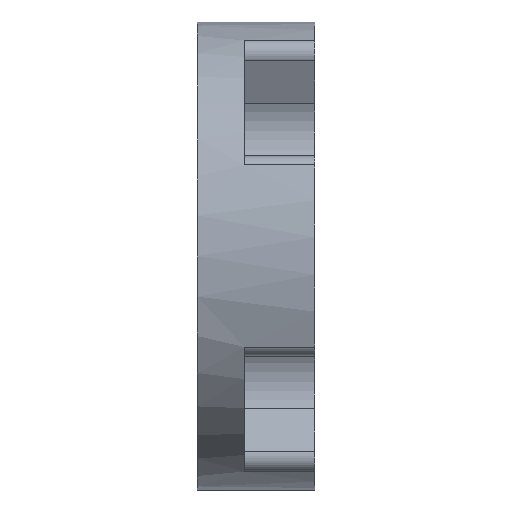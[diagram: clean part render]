
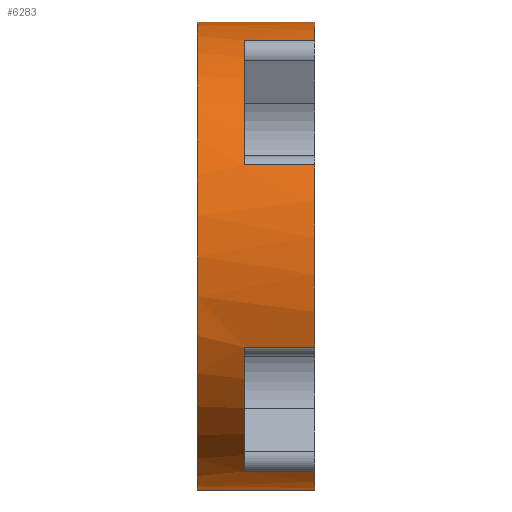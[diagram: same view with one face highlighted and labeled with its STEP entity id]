
A CAD part, left-side view. The second image highlights one B-rep face of the part: STEP entity #6283.
In plain terms, the highlighted cylindrical face has radius 12.696 mm (diameter 25.392 mm), a partial arc.
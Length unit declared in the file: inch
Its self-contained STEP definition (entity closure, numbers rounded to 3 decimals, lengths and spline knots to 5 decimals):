
#15 = CARTESIAN_POINT ( 'NONE',  ( -0.19446, 0.15, -0.46047 ) ) ;
#136 = CARTESIAN_POINT ( 'NONE',  ( 0., 0.25, -0.49985 ) ) ;
#281 = CIRCLE ( 'NONE', #4070, 0.49985 ) ;
#294 = AXIS2_PLACEMENT_3D ( 'NONE', #5534, #5497, #5446 ) ;
#549 = CARTESIAN_POINT ( 'NONE',  ( -0.46047, 0., -0.19446 ) ) ;
#563 = CARTESIAN_POINT ( 'NONE',  ( -0.46047, 0.25, 0.19446 ) ) ;
#565 = EDGE_CURVE ( 'NONE', #6600, #3587, #4967, .T. ) ;
#582 = DIRECTION ( 'NONE',  ( 0., 0., -1. ) ) ;
#622 = AXIS2_PLACEMENT_3D ( 'NONE', #1625, #9452, #5813 ) ;
#817 = CARTESIAN_POINT ( 'NONE',  ( -0.46047, 0.25, -0.19446 ) ) ;
#1001 = DIRECTION ( 'NONE',  ( 0., -1., 0. ) ) ;
#1213 = VERTEX_POINT ( 'NONE', #8762 ) ;
#1227 = VERTEX_POINT ( 'NONE', #15 ) ;
#1343 = ORIENTED_EDGE ( 'NONE', *, *, #4872, .T. ) ;
#1538 = CARTESIAN_POINT ( 'NONE',  ( 0., 0., -0.49985 ) ) ;
#1606 = ORIENTED_EDGE ( 'NONE', *, *, #3156, .T. ) ;
#1625 = CARTESIAN_POINT ( 'NONE',  ( 0., 0., 0. ) ) ;
#1967 = VECTOR ( 'NONE', #12678, 39.37008 ) ;
#1980 = DIRECTION ( 'NONE',  ( 0., -1., 0. ) ) ;
#2100 = ORIENTED_EDGE ( 'NONE', *, *, #565, .F. ) ;
#2367 = EDGE_CURVE ( 'NONE', #2550, #4089, #7248, .T. ) ;
#2406 = DIRECTION ( 'NONE',  ( 0., 1., 0. ) ) ;
#2468 = DIRECTION ( 'NONE',  ( 0., 1., 0. ) ) ;
#2550 = VERTEX_POINT ( 'NONE', #549 ) ;
#2577 = EDGE_CURVE ( 'NONE', #4089, #9617, #3125, .T. ) ;
#2998 = VERTEX_POINT ( 'NONE', #11991 ) ;
#3060 = EDGE_CURVE ( 'NONE', #2998, #3587, #9067, .T. ) ;
#3069 = CARTESIAN_POINT ( 'NONE',  ( 0., 0.25, 0. ) ) ;
#3125 = LINE ( 'NONE', #563, #5418 ) ;
#3156 = EDGE_CURVE ( 'NONE', #9617, #3183, #6933, .T. ) ;
#3183 = VERTEX_POINT ( 'NONE', #6500 ) ;
#3375 = AXIS2_PLACEMENT_3D ( 'NONE', #3069, #5113, #6014 ) ;
#3395 = AXIS2_PLACEMENT_3D ( 'NONE', #12696, #1001, #6151 ) ;
#3436 = DIRECTION ( 'NONE',  ( 0., 0., -1. ) ) ;
#3587 = VERTEX_POINT ( 'NONE', #9117 ) ;
#3607 = AXIS2_PLACEMENT_3D ( 'NONE', #7265, #2468, #3436 ) ;
#3620 = VERTEX_POINT ( 'NONE', #8071 ) ;
#4070 = AXIS2_PLACEMENT_3D ( 'NONE', #7241, #2406, #5453 ) ;
#4089 = VERTEX_POINT ( 'NONE', #10400 ) ;
#4103 = VECTOR ( 'NONE', #1980, 39.37008 ) ;
#4296 = ORIENTED_EDGE ( 'NONE', *, *, #4579, .T. ) ;
#4299 = FACE_OUTER_BOUND ( 'NONE', #5873, .T. ) ;
#4579 = EDGE_CURVE ( 'NONE', #6600, #3620, #7824, .T. ) ;
#4607 = VECTOR ( 'NONE', #11650, 39.37008 ) ;
#4707 = ORIENTED_EDGE ( 'NONE', *, *, #3060, .T. ) ;
#4872 = EDGE_CURVE ( 'NONE', #5811, #2550, #9484, .T. ) ;
#4967 = LINE ( 'NONE', #8832, #12167 ) ;
#5113 = DIRECTION ( 'NONE',  ( 0., -1., 0. ) ) ;
#5394 = CARTESIAN_POINT ( 'NONE',  ( -0.19446, 0.25, -0.46047 ) ) ;
#5418 = VECTOR ( 'NONE', #12330, 39.37008 ) ;
#5446 = DIRECTION ( 'NONE',  ( 0., 0., -1. ) ) ;
#5453 = DIRECTION ( 'NONE',  ( 0., 0., -1. ) ) ;
#5497 = DIRECTION ( 'NONE',  ( 0., 1., 0. ) ) ;
#5507 = LINE ( 'NONE', #9668, #1967 ) ;
#5534 = CARTESIAN_POINT ( 'NONE',  ( 0., 0.15, 0. ) ) ;
#5614 = CIRCLE ( 'NONE', #294, 0.49985 ) ;
#5811 = VERTEX_POINT ( 'NONE', #9214 ) ;
#5813 = DIRECTION ( 'NONE',  ( 0., 0., -1. ) ) ;
#5873 = EDGE_LOOP ( 'NONE', ( #2100, #4296, #8529, #9069, #11606, #9286, #1343, #8489, #10610, #1606, #6859, #4707 ) ) ;
#6014 = DIRECTION ( 'NONE',  ( 0., 0., -1. ) ) ;
#6151 = DIRECTION ( 'NONE',  ( 0., 0., -1. ) ) ;
#6283 = ADVANCED_FACE ( 'NONE', ( #4299 ), #7959, .T. ) ;
#6500 = CARTESIAN_POINT ( 'NONE',  ( -0.19446, 0.15, 0.46047 ) ) ;
#6600 = VERTEX_POINT ( 'NONE', #11611 ) ;
#6859 = ORIENTED_EDGE ( 'NONE', *, *, #10243, .T. ) ;
#6933 = CIRCLE ( 'NONE', #11716, 0.49985 ) ;
#7000 = EDGE_CURVE ( 'NONE', #1213, #1227, #9917, .T. ) ;
#7241 = CARTESIAN_POINT ( 'NONE',  ( 0., 0., 0. ) ) ;
#7248 = CIRCLE ( 'NONE', #622, 0.49985 ) ;
#7265 = CARTESIAN_POINT ( 'NONE',  ( 0., 0., 0. ) ) ;
#7514 = DIRECTION ( 'NONE',  ( 0., 1., 0. ) ) ;
#7606 = LINE ( 'NONE', #136, #4103 ) ;
#7824 = CIRCLE ( 'NONE', #3375, 0.49985 ) ;
#7945 = VECTOR ( 'NONE', #10308, 39.37008 ) ;
#7959 = CYLINDRICAL_SURFACE ( 'NONE', #3395, 0.49985 ) ;
#7982 = CARTESIAN_POINT ( 'NONE',  ( -0.46047, 0.15, 0.19446 ) ) ;
#8071 = CARTESIAN_POINT ( 'NONE',  ( 0., 0.25, -0.49985 ) ) ;
#8489 = ORIENTED_EDGE ( 'NONE', *, *, #2367, .T. ) ;
#8529 = ORIENTED_EDGE ( 'NONE', *, *, #11337, .T. ) ;
#8762 = CARTESIAN_POINT ( 'NONE',  ( -0.19446, 0., -0.46047 ) ) ;
#8832 = CARTESIAN_POINT ( 'NONE',  ( 0., 0.25, 0.49985 ) ) ;
#9067 = CIRCLE ( 'NONE', #3607, 0.49985 ) ;
#9069 = ORIENTED_EDGE ( 'NONE', *, *, #9963, .T. ) ;
#9117 = CARTESIAN_POINT ( 'NONE',  ( 0., 0., 0.49985 ) ) ;
#9214 = CARTESIAN_POINT ( 'NONE',  ( -0.46047, 0.15, -0.19446 ) ) ;
#9286 = ORIENTED_EDGE ( 'NONE', *, *, #11599, .T. ) ;
#9452 = DIRECTION ( 'NONE',  ( 0., 1., 0. ) ) ;
#9484 = LINE ( 'NONE', #817, #4607 ) ;
#9617 = VERTEX_POINT ( 'NONE', #7982 ) ;
#9668 = CARTESIAN_POINT ( 'NONE',  ( -0.19446, 0.25, 0.46047 ) ) ;
#9917 = LINE ( 'NONE', #5394, #7945 ) ;
#9963 = EDGE_CURVE ( 'NONE', #10448, #1213, #281, .T. ) ;
#10243 = EDGE_CURVE ( 'NONE', #3183, #2998, #5507, .T. ) ;
#10308 = DIRECTION ( 'NONE',  ( 0., 1., 0. ) ) ;
#10400 = CARTESIAN_POINT ( 'NONE',  ( -0.46047, 0., 0.19446 ) ) ;
#10448 = VERTEX_POINT ( 'NONE', #1538 ) ;
#10610 = ORIENTED_EDGE ( 'NONE', *, *, #2577, .T. ) ;
#11337 = EDGE_CURVE ( 'NONE', #3620, #10448, #7606, .T. ) ;
#11411 = CARTESIAN_POINT ( 'NONE',  ( 0., 0.15, 0. ) ) ;
#11599 = EDGE_CURVE ( 'NONE', #1227, #5811, #5614, .T. ) ;
#11606 = ORIENTED_EDGE ( 'NONE', *, *, #7000, .T. ) ;
#11611 = CARTESIAN_POINT ( 'NONE',  ( 0., 0.25, 0.49985 ) ) ;
#11650 = DIRECTION ( 'NONE',  ( 0., -1., 0. ) ) ;
#11716 = AXIS2_PLACEMENT_3D ( 'NONE', #11411, #7514, #582 ) ;
#11813 = DIRECTION ( 'NONE',  ( 0., -1., 0. ) ) ;
#11991 = CARTESIAN_POINT ( 'NONE',  ( -0.19446, 0., 0.46047 ) ) ;
#12167 = VECTOR ( 'NONE', #11813, 39.37008 ) ;
#12330 = DIRECTION ( 'NONE',  ( 0., 1., 0. ) ) ;
#12678 = DIRECTION ( 'NONE',  ( 0., -1., 0. ) ) ;
#12696 = CARTESIAN_POINT ( 'NONE',  ( 0., 0.25, 0. ) ) ;
